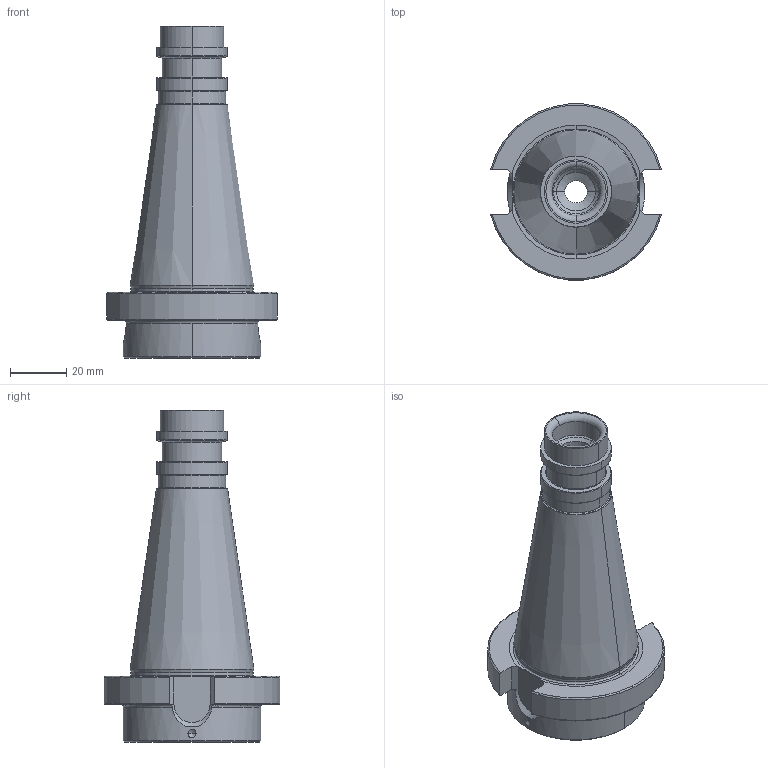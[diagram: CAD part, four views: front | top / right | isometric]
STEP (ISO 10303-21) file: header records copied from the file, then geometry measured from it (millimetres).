
FILE_DESCRIPTION((''),'2;1');
FILE_NAME('2080A40Z4SA025','2015-11-07T',('goebels'),(''),'PRO/ENGINEER BY PARAMETRIC TECHNOLOGY CORPORATION, 2011490','PRO/ENGINEER BY PARAMETRIC TECHNOLOGY CORPORATION, 2011490','');
FILE_SCHEMA(('AUTOMOTIVE_DESIGN { 1 2 10303 214 0 1 1 1 }'));
Length unit declared in the file: millimetre
Products named in the file (2): NOCUT; 2080A40Z4SA025
Assembly tree (1 placements, depth 2):
  2080A40Z4SA025
    NOCUT
Bounding box: 60.91 x 62.76 x 118.4 mm (x, y, z)
Volume: 104825.9 mm3; surface area: 25561.8 mm2
Topology: 1 solids, 2 shells, 108 faces, 250 edges, 153 vertices
Faces by surface type: cylinder 34, torus 28, cone 24, plane 22
Entity records: 4319 total; most frequent: CARTESIAN_POINT 913, DIRECTION 592, ORIENTED_EDGE 484, PRESENTATION_STYLE_ASSIGNMENT 254, STYLED_ITEM 254, CURVE_STYLE 252, AXIS2_PLACEMENT_3D 252, EDGE_CURVE 244
